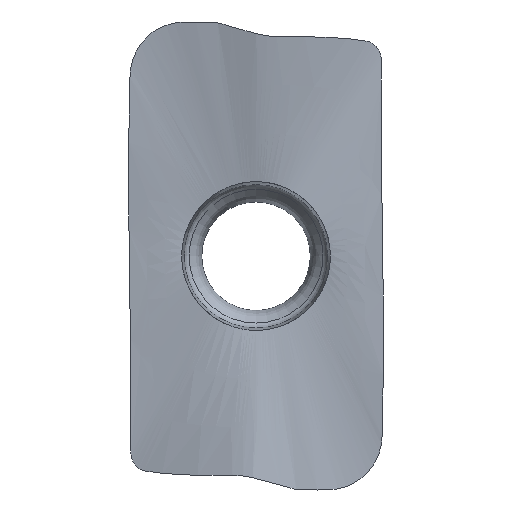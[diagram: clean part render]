
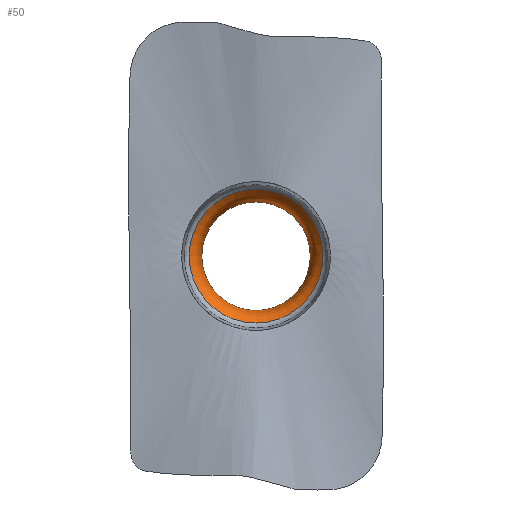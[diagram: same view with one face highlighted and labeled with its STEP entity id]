
A CAD part, top view. The second image highlights one B-rep face of the part: STEP entity #50.
In plain terms, the highlighted toroidal (fillet/blend) face has major radius 3.3 mm and minor radius 1.25 mm.
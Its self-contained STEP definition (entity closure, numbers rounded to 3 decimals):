
#36=TOROIDAL_SURFACE('',#289,3.3,1.25);
#50=ADVANCED_FACE('',(#69,#70),#36,.T.);
#69=FACE_BOUND('',#87,.T.);
#70=FACE_BOUND('',#88,.T.);
#87=EDGE_LOOP('',(#149));
#88=EDGE_LOOP('',(#150));
#149=ORIENTED_EDGE('',*,*,#210,.T.);
#150=ORIENTED_EDGE('',*,*,#212,.F.);
#179=VERTEX_POINT('',#5419);
#181=VERTEX_POINT('',#5425);
#210=EDGE_CURVE('',#179,#179,#215,.T.);
#212=EDGE_CURVE('',#181,#181,#217,.T.);
#215=CIRCLE('',#283,2.05);
#217=CIRCLE('',#287,2.527);
#283=AXIS2_PLACEMENT_3D('',#5418,#306,#307);
#287=AXIS2_PLACEMENT_3D('',#5424,#314,#315);
#289=AXIS2_PLACEMENT_3D('',#5427,#318,#319);
#306=DIRECTION('',(0.,0.,-1.));
#307=DIRECTION('',(1.,0.,0.));
#314=DIRECTION('',(0.,0.,-1.));
#315=DIRECTION('',(1.,0.,0.));
#318=DIRECTION('',(0.,0.,1.));
#319=DIRECTION('',(1.,0.,0.));
#5418=CARTESIAN_POINT('',(0.,0.,-3.82));
#5419=CARTESIAN_POINT('',(2.05,0.,-3.82));
#5424=CARTESIAN_POINT('',(0.,0.,-2.837));
#5425=CARTESIAN_POINT('',(2.527,0.,-2.837));
#5427=CARTESIAN_POINT('',(0.,0.,-3.82));
